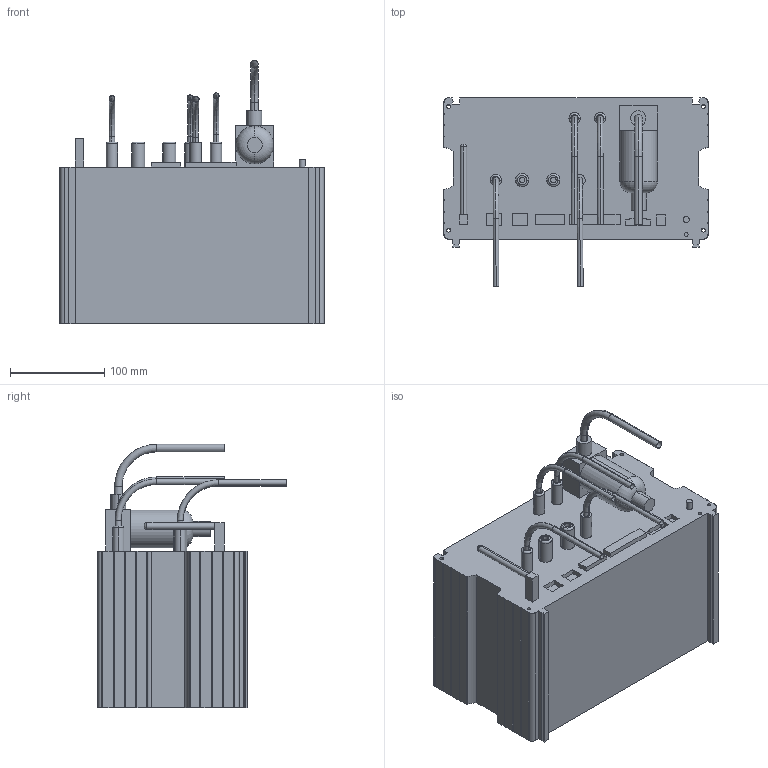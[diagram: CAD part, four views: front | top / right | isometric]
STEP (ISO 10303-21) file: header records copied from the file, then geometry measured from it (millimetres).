
FILE_DESCRIPTION (( 'STEP AP203' ), '1' );
FILE_NAME ('KD300.STEP', '2023-04-02T09:44:31', ( '' ), ( '' ), 'SwSTEP 2.0', 'SolidWorks 2017', '' );
FILE_SCHEMA (( 'CONFIG_CONTROL_DESIGN' ));
Length unit declared in the file: millimetre
Products named in the file (4): 8mm_hortum; KD300; 6mm_hortum
Assembly tree (6 placements, depth 2):
  KD300
    KD300
    8mm_hortum
    6mm_hortum  x4
Bounding box: 280 x 200.06 x 279.16 mm (x, y, z)
Volume: 6926629 mm3; surface area: 296914.4 mm2
Topology: 1 solids, 6 shells, 275 faces, 691 edges, 448 vertices
Faces by surface type: plane 149, cylinder 102, torus 24
Entity records: 8255 total; most frequent: DIRECTION 1393, CARTESIAN_POINT 1340, ORIENTED_EDGE 1290, EDGE_CURVE 649, AXIS2_PLACEMENT_3D 477, VECTOR 439, LINE 439, VERTEX_POINT 424
